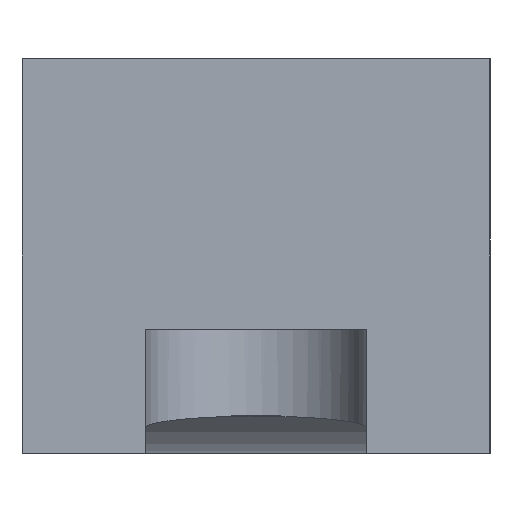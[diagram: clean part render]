
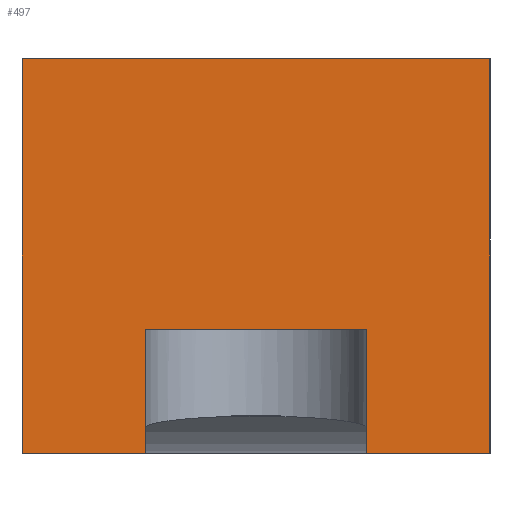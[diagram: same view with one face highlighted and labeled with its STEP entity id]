
A CAD part, left-side view. The second image highlights one B-rep face of the part: STEP entity #497.
In plain terms, the highlighted planar face has unit normal (-1, 0, 0).
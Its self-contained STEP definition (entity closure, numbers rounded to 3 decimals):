
#4 = VECTOR ( 'NONE', #161, 1000. ) ;
#14 = DIRECTION ( 'NONE',  ( -1., 0., 0. ) ) ;
#21 = DIRECTION ( 'NONE',  ( 0., -1., 0. ) ) ;
#51 = ORIENTED_EDGE ( 'NONE', *, *, #463, .T. ) ;
#53 = CARTESIAN_POINT ( 'NONE',  ( -65., 4.5, 16. ) ) ;
#69 = VERTEX_POINT ( 'NONE', #579 ) ;
#84 = CARTESIAN_POINT ( 'NONE',  ( -65., -4.5, 16. ) ) ;
#92 = ORIENTED_EDGE ( 'NONE', *, *, #426, .T. ) ;
#98 = DIRECTION ( 'NONE',  ( 0., 0., -1. ) ) ;
#103 = VECTOR ( 'NONE', #461, 1000. ) ;
#107 = CARTESIAN_POINT ( 'NONE',  ( -65., -9.5, 16. ) ) ;
#113 = AXIS2_PLACEMENT_3D ( 'NONE', #425, #14, #542 ) ;
#115 = EDGE_CURVE ( 'NONE', #392, #329, #673, .T. ) ;
#117 = LINE ( 'NONE', #591, #573 ) ;
#119 = CARTESIAN_POINT ( 'NONE',  ( -65., -4.5, 5. ) ) ;
#120 = EDGE_CURVE ( 'NONE', #521, #459, #117, .T. ) ;
#121 = VERTEX_POINT ( 'NONE', #540 ) ;
#122 = PLANE ( 'NONE',  #113 ) ;
#123 = VECTOR ( 'NONE', #656, 1000. ) ;
#127 = LINE ( 'NONE', #231, #642 ) ;
#131 = DIRECTION ( 'NONE',  ( 0., -1., 0. ) ) ;
#161 = DIRECTION ( 'NONE',  ( 0., -1., 0. ) ) ;
#163 = CARTESIAN_POINT ( 'NONE',  ( -65., 9.5, 16. ) ) ;
#193 = CARTESIAN_POINT ( 'NONE',  ( -65., -4.5, 0. ) ) ;
#200 = CARTESIAN_POINT ( 'NONE',  ( -65., -9.5, 16. ) ) ;
#207 = EDGE_CURVE ( 'NONE', #521, #69, #477, .T. ) ;
#231 = CARTESIAN_POINT ( 'NONE',  ( -65., 9.5, 0. ) ) ;
#253 = CARTESIAN_POINT ( 'NONE',  ( -65., 9.5, 5. ) ) ;
#257 = ORIENTED_EDGE ( 'NONE', *, *, #115, .T. ) ;
#319 = ORIENTED_EDGE ( 'NONE', *, *, #120, .F. ) ;
#323 = EDGE_CURVE ( 'NONE', #69, #121, #127, .T. ) ;
#325 = ORIENTED_EDGE ( 'NONE', *, *, #346, .F. ) ;
#329 = VERTEX_POINT ( 'NONE', #555 ) ;
#338 = VECTOR ( 'NONE', #98, 1000. ) ;
#346 = EDGE_CURVE ( 'NONE', #392, #588, #442, .T. ) ;
#348 = LINE ( 'NONE', #107, #338 ) ;
#356 = DIRECTION ( 'NONE',  ( 0., 0., 1. ) ) ;
#357 = ORIENTED_EDGE ( 'NONE', *, *, #414, .F. ) ;
#374 = FACE_OUTER_BOUND ( 'NONE', #479, .T. ) ;
#375 = CARTESIAN_POINT ( 'NONE',  ( -65., 9.5, 16. ) ) ;
#392 = VERTEX_POINT ( 'NONE', #193 ) ;
#402 = ORIENTED_EDGE ( 'NONE', *, *, #207, .T. ) ;
#414 = EDGE_CURVE ( 'NONE', #459, #329, #348, .T. ) ;
#425 = CARTESIAN_POINT ( 'NONE',  ( -65., 9.5, 16. ) ) ;
#426 = EDGE_CURVE ( 'NONE', #121, #438, #563, .T. ) ;
#434 = DIRECTION ( 'NONE',  ( 0., 0., -1. ) ) ;
#438 = VERTEX_POINT ( 'NONE', #571 ) ;
#442 = LINE ( 'NONE', #84, #123 ) ;
#459 = VERTEX_POINT ( 'NONE', #200 ) ;
#461 = DIRECTION ( 'NONE',  ( 0., -1., 0. ) ) ;
#463 = EDGE_CURVE ( 'NONE', #438, #588, #517, .T. ) ;
#477 = LINE ( 'NONE', #375, #560 ) ;
#479 = EDGE_LOOP ( 'NONE', ( #538, #92, #51, #325, #257, #357, #319, #402 ) ) ;
#497 = ADVANCED_FACE ( 'NONE', ( #374 ), #122, .T. ) ;
#517 = LINE ( 'NONE', #253, #103 ) ;
#521 = VERTEX_POINT ( 'NONE', #163 ) ;
#538 = ORIENTED_EDGE ( 'NONE', *, *, #323, .T. ) ;
#540 = CARTESIAN_POINT ( 'NONE',  ( -65., 4.5, 0. ) ) ;
#542 = DIRECTION ( 'NONE',  ( 0., 0., 1. ) ) ;
#555 = CARTESIAN_POINT ( 'NONE',  ( -65., -9.5, 0. ) ) ;
#560 = VECTOR ( 'NONE', #434, 1000. ) ;
#563 = LINE ( 'NONE', #53, #615 ) ;
#571 = CARTESIAN_POINT ( 'NONE',  ( -65., 4.5, 5. ) ) ;
#573 = VECTOR ( 'NONE', #21, 1000. ) ;
#579 = CARTESIAN_POINT ( 'NONE',  ( -65., 9.5, 0. ) ) ;
#588 = VERTEX_POINT ( 'NONE', #119 ) ;
#591 = CARTESIAN_POINT ( 'NONE',  ( -65., 9.5, 16. ) ) ;
#615 = VECTOR ( 'NONE', #356, 1000. ) ;
#621 = CARTESIAN_POINT ( 'NONE',  ( -65., 9.5, 0. ) ) ;
#642 = VECTOR ( 'NONE', #131, 1000. ) ;
#656 = DIRECTION ( 'NONE',  ( 0., 0., 1. ) ) ;
#673 = LINE ( 'NONE', #621, #4 ) ;
